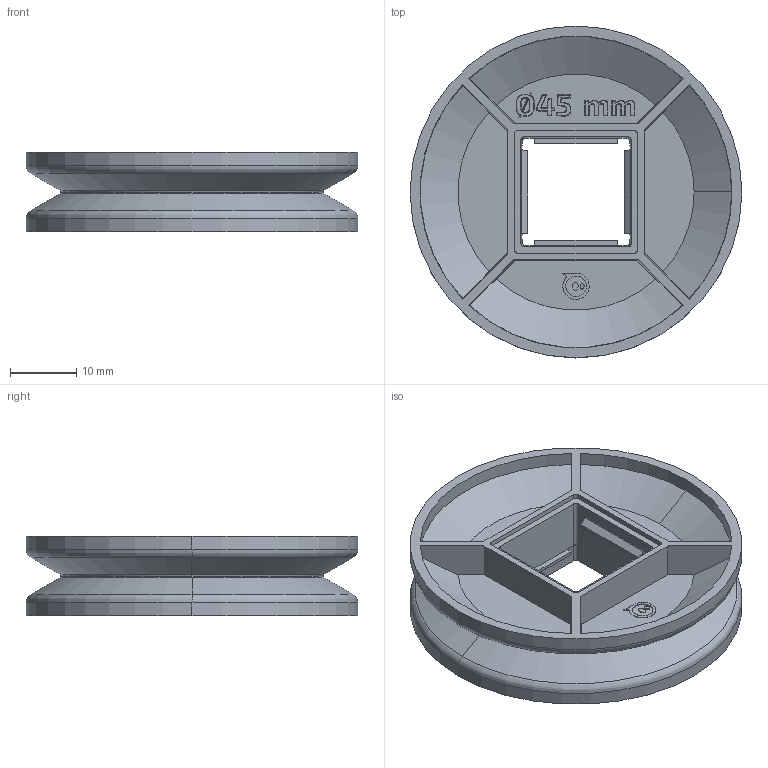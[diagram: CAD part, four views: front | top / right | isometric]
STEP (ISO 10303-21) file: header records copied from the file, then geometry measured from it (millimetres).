
FILE_DESCRIPTION (( 'STEP AP214' ), '1' );
FILE_NAME ('750-0999-070 Rev2.STEP', '2022-10-26T23:44:12', ( '' ), ( '' ), 'SwSTEP 2.0', 'SolidWorks 2021', '' );
FILE_SCHEMA (( 'AUTOMOTIVE_DESIGN' ));
Length unit declared in the file: millimetre
Products named in the file (1): 750-0999-070 Rev2
Bounding box: 50 x 50 x 12 mm (x, y, z)
Volume: 6888.5 mm3; surface area: 9030.6 mm2
Topology: 1 solids, 1 shells, 688 faces, 1934 edges, 1280 vertices
Faces by surface type: plane 518, bspline 114, cylinder 24, cone 24, torus 8
Entity records: 26126 total; most frequent: CARTESIAN_POINT 9359, ORIENTED_EDGE 3868, DIRECTION 2782, EDGE_CURVE 1934, VECTOR 1504, LINE 1504, VERTEX_POINT 1280, EDGE_LOOP 722
